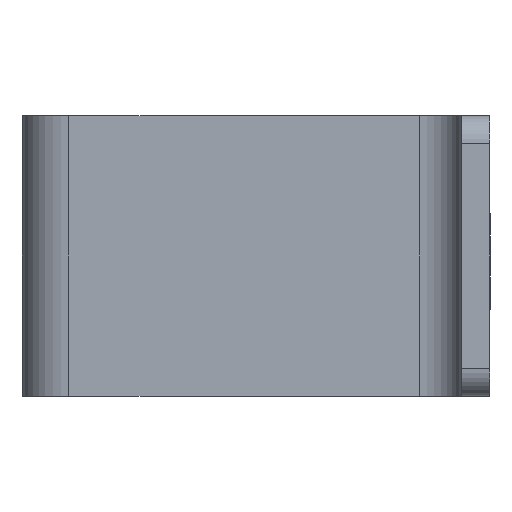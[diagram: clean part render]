
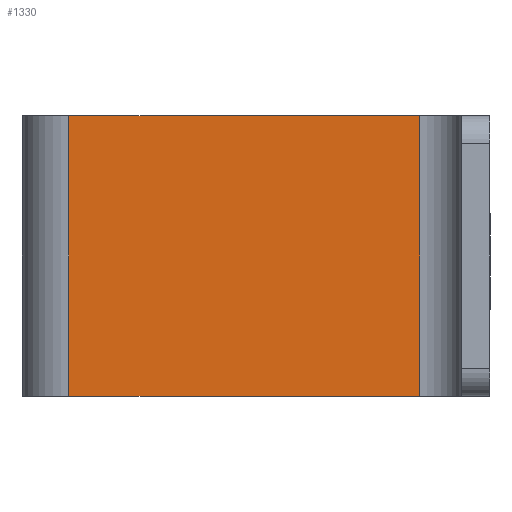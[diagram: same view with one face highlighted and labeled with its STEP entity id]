
A CAD part, left-side view. The second image highlights one B-rep face of the part: STEP entity #1330.
In plain terms, the highlighted planar face has unit normal (-1, 0, 0).
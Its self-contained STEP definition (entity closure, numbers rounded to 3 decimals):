
#42 = EDGE_LOOP ( 'NONE', ( #533, #876, #142, #173 ) ) ;
#106 = VECTOR ( 'NONE', #1163, 1000. ) ;
#142 = ORIENTED_EDGE ( 'NONE', *, *, #1335, .T. ) ;
#173 = ORIENTED_EDGE ( 'NONE', *, *, #1060, .T. ) ;
#192 = DIRECTION ( 'NONE',  ( 0., -1., 0. ) ) ;
#205 = AXIS2_PLACEMENT_3D ( 'NONE', #1257, #419, #1474 ) ;
#272 = VECTOR ( 'NONE', #192, 1000. ) ;
#337 = CARTESIAN_POINT ( 'NONE',  ( -50., 47., 15. ) ) ;
#419 = DIRECTION ( 'NONE',  ( -1., 0., 0. ) ) ;
#533 = ORIENTED_EDGE ( 'NONE', *, *, #1049, .F. ) ;
#548 = DIRECTION ( 'NONE',  ( 0., 0., 1. ) ) ;
#580 = VECTOR ( 'NONE', #1305, 1000. ) ;
#763 = CARTESIAN_POINT ( 'NONE',  ( -50., 4.5, -15. ) ) ;
#839 = LINE ( 'NONE', #337, #106 ) ;
#876 = ORIENTED_EDGE ( 'NONE', *, *, #967, .F. ) ;
#895 = CARTESIAN_POINT ( 'NONE',  ( -50., 47., -15. ) ) ;
#912 = PLANE ( 'NONE',  #205 ) ;
#966 = CARTESIAN_POINT ( 'NONE',  ( -50., 42., -15. ) ) ;
#967 = EDGE_CURVE ( 'NONE', #1475, #1456, #1267, .T. ) ;
#1011 = FACE_OUTER_BOUND ( 'NONE', #42, .T. ) ;
#1049 = EDGE_CURVE ( 'NONE', #1456, #1500, #839, .T. ) ;
#1060 = EDGE_CURVE ( 'NONE', #1389, #1500, #1410, .T. ) ;
#1163 = DIRECTION ( 'NONE',  ( 0., -1., 0. ) ) ;
#1240 = CARTESIAN_POINT ( 'NONE',  ( -50., 42., -15. ) ) ;
#1257 = CARTESIAN_POINT ( 'NONE',  ( -50., 47., -15. ) ) ;
#1267 = LINE ( 'NONE', #1240, #1366 ) ;
#1305 = DIRECTION ( 'NONE',  ( 0., 0., 1. ) ) ;
#1317 = CARTESIAN_POINT ( 'NONE',  ( -50., 42., 15. ) ) ;
#1330 = ADVANCED_FACE ( 'NONE', ( #1011 ), #912, .T. ) ;
#1335 = EDGE_CURVE ( 'NONE', #1475, #1389, #1356, .T. ) ;
#1356 = LINE ( 'NONE', #895, #272 ) ;
#1366 = VECTOR ( 'NONE', #548, 1000. ) ;
#1389 = VERTEX_POINT ( 'NONE', #763 ) ;
#1410 = LINE ( 'NONE', #1426, #580 ) ;
#1426 = CARTESIAN_POINT ( 'NONE',  ( -50., 4.5, -15. ) ) ;
#1438 = CARTESIAN_POINT ( 'NONE',  ( -50., 4.5, 15. ) ) ;
#1456 = VERTEX_POINT ( 'NONE', #1317 ) ;
#1474 = DIRECTION ( 'NONE',  ( 0., 0., 1. ) ) ;
#1475 = VERTEX_POINT ( 'NONE', #966 ) ;
#1500 = VERTEX_POINT ( 'NONE', #1438 ) ;
